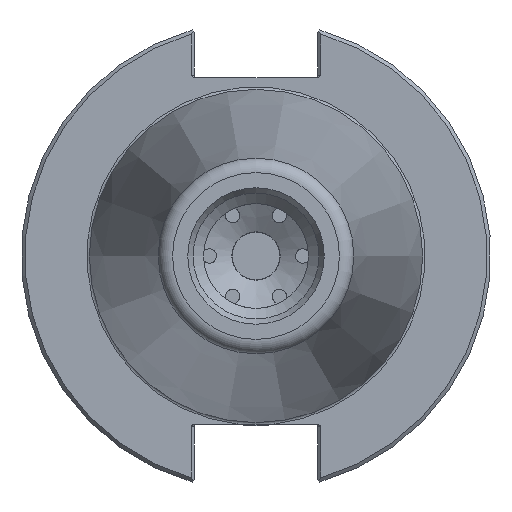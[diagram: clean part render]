
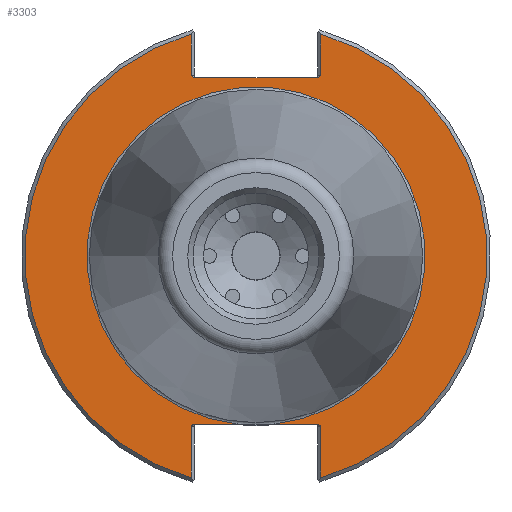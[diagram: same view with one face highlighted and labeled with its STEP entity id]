
A CAD part, left-side view. The second image highlights one B-rep face of the part: STEP entity #3303.
In plain terms, the highlighted planar face has unit normal (-1, 0, 0).
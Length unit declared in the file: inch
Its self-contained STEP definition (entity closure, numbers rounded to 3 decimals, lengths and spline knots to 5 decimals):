
#50=ELLIPSE('',#3680,0.02828,0.02);
#54=ELLIPSE('',#3689,0.02828,0.02);
#55=ELLIPSE('',#3693,0.02828,0.02);
#59=ELLIPSE('',#3702,0.02828,0.02);
#180=PLANE('',#3715);
#364=FACE_OUTER_BOUND('',#557,.T.);
#557=EDGE_LOOP('',(#2579,#2580,#2581,#2582,#2583,#2584,#2585,#2586,#2587,
#2588,#2589,#2590,#2591,#2592));
#757=LINE('',#6553,#982);
#765=LINE('',#6585,#990);
#773=LINE('',#6616,#998);
#781=LINE('',#6648,#1006);
#783=LINE('',#6678,#1008);
#784=LINE('',#6680,#1009);
#785=LINE('',#6682,#1010);
#982=VECTOR('',#4266,0.3937);
#990=VECTOR('',#4292,0.3937);
#998=VECTOR('',#4316,0.3937);
#1006=VECTOR('',#4342,0.3937);
#1008=VECTOR('',#4358,0.3937);
#1009=VECTOR('',#4361,0.3937);
#1010=VECTOR('',#4364,0.3937);
#1186=CIRCLE('',#3711,1.395);
#1190=CIRCLE('',#3716,1.9075);
#1191=CIRCLE('',#3717,1.9075);
#1476=VERTEX_POINT('',#6538);
#1477=VERTEX_POINT('',#6540);
#1480=VERTEX_POINT('',#6552);
#1485=VERTEX_POINT('',#6570);
#1486=VERTEX_POINT('',#6572);
#1489=VERTEX_POINT('',#6584);
#1491=VERTEX_POINT('',#6592);
#1492=VERTEX_POINT('',#6593);
#1498=VERTEX_POINT('',#6612);
#1501=VERTEX_POINT('',#6626);
#1502=VERTEX_POINT('',#6628);
#1507=VERTEX_POINT('',#6644);
#1509=VERTEX_POINT('',#6656);
#1511=VERTEX_POINT('',#6664);
#1859=EDGE_CURVE('',#1476,#1477,#50,.T.);
#1864=EDGE_CURVE('',#1477,#1480,#757,.T.);
#1873=EDGE_CURVE('',#1485,#1486,#54,.T.);
#1878=EDGE_CURVE('',#1486,#1489,#765,.T.);
#1881=EDGE_CURVE('',#1491,#1492,#55,.T.);
#1892=EDGE_CURVE('',#1498,#1491,#773,.T.);
#1897=EDGE_CURVE('',#1501,#1502,#59,.T.);
#1906=EDGE_CURVE('',#1507,#1501,#781,.T.);
#1910=EDGE_CURVE('',#1509,#1511,#1186,.T.);
#1915=EDGE_CURVE('',#1492,#1509,#783,.T.);
#1916=EDGE_CURVE('',#1480,#1498,#1190,.T.);
#1917=EDGE_CURVE('',#1502,#1476,#784,.T.);
#1918=EDGE_CURVE('',#1489,#1507,#1191,.T.);
#1919=EDGE_CURVE('',#1511,#1485,#785,.T.);
#2579=ORIENTED_EDGE('',*,*,#1910,.F.);
#2580=ORIENTED_EDGE('',*,*,#1915,.F.);
#2581=ORIENTED_EDGE('',*,*,#1881,.F.);
#2582=ORIENTED_EDGE('',*,*,#1892,.F.);
#2583=ORIENTED_EDGE('',*,*,#1916,.F.);
#2584=ORIENTED_EDGE('',*,*,#1864,.F.);
#2585=ORIENTED_EDGE('',*,*,#1859,.F.);
#2586=ORIENTED_EDGE('',*,*,#1917,.F.);
#2587=ORIENTED_EDGE('',*,*,#1897,.F.);
#2588=ORIENTED_EDGE('',*,*,#1906,.F.);
#2589=ORIENTED_EDGE('',*,*,#1918,.F.);
#2590=ORIENTED_EDGE('',*,*,#1878,.F.);
#2591=ORIENTED_EDGE('',*,*,#1873,.F.);
#2592=ORIENTED_EDGE('',*,*,#1919,.F.);
#3303=ADVANCED_FACE('',(#364),#180,.T.);
#3680=AXIS2_PLACEMENT_3D('',#6541,#4257,#4258);
#3689=AXIS2_PLACEMENT_3D('',#6573,#4283,#4284);
#3693=AXIS2_PLACEMENT_3D('',#6594,#4296,#4297);
#3702=AXIS2_PLACEMENT_3D('',#6629,#4324,#4325);
#3711=AXIS2_PLACEMENT_3D('',#6665,#4348,#4349);
#3715=AXIS2_PLACEMENT_3D('',#6677,#4356,#4357);
#3716=AXIS2_PLACEMENT_3D('',#6679,#4359,#4360);
#3717=AXIS2_PLACEMENT_3D('',#6681,#4362,#4363);
#4257=DIRECTION('center_axis',(-1.,0.,0.));
#4258=DIRECTION('ref_axis',(0.,-1.,0.));
#4266=DIRECTION('',(0.,0.,1.));
#4283=DIRECTION('center_axis',(-1.,0.,0.));
#4284=DIRECTION('ref_axis',(0.,1.,0.));
#4292=DIRECTION('',(0.,0.,-1.));
#4296=DIRECTION('center_axis',(-1.,0.,0.));
#4297=DIRECTION('ref_axis',(0.,-1.,0.));
#4316=DIRECTION('',(0.,0.,1.));
#4324=DIRECTION('center_axis',(-1.,0.,0.));
#4325=DIRECTION('ref_axis',(0.,1.,0.));
#4342=DIRECTION('',(0.,0.,-1.));
#4348=DIRECTION('center_axis',(-1.,0.,0.));
#4349=DIRECTION('ref_axis',(0.,-1.,0.));
#4356=DIRECTION('center_axis',(-1.,0.,0.));
#4357=DIRECTION('ref_axis',(0.,0.,1.));
#4358=DIRECTION('',(0.,1.,0.));
#4359=DIRECTION('center_axis',(1.,0.,0.));
#4360=DIRECTION('ref_axis',(0.,-1.,0.));
#4361=DIRECTION('',(0.,-1.,0.));
#4362=DIRECTION('center_axis',(1.,0.,0.));
#4363=DIRECTION('ref_axis',(0.,1.,0.));
#4364=DIRECTION('',(0.,1.,0.));
#6538=CARTESIAN_POINT('',(0.125,-0.50422,1.472));
#6540=CARTESIAN_POINT('',(0.125,-0.5325,1.492));
#6541=CARTESIAN_POINT('Origin',(0.125,-0.50422,1.492));
#6552=CARTESIAN_POINT('',(0.125,-0.5325,1.83167));
#6553=CARTESIAN_POINT('',(0.125,-0.5325,0.736));
#6570=CARTESIAN_POINT('',(0.125,0.50422,-1.388));
#6572=CARTESIAN_POINT('',(0.125,0.5325,-1.408));
#6573=CARTESIAN_POINT('Origin',(0.125,0.50422,-1.408));
#6584=CARTESIAN_POINT('',(0.125,0.5325,-1.83167));
#6585=CARTESIAN_POINT('',(0.125,0.5325,-0.694));
#6592=CARTESIAN_POINT('',(0.125,-0.5325,-1.408));
#6593=CARTESIAN_POINT('',(0.125,-0.50422,-1.388));
#6594=CARTESIAN_POINT('Origin',(0.125,-0.50422,-1.408));
#6612=CARTESIAN_POINT('',(0.125,-0.5325,-1.83167));
#6616=CARTESIAN_POINT('',(0.125,-0.5325,-0.694));
#6626=CARTESIAN_POINT('',(0.125,0.5325,1.492));
#6628=CARTESIAN_POINT('',(0.125,0.50422,1.472));
#6629=CARTESIAN_POINT('Origin',(0.125,0.50422,1.492));
#6644=CARTESIAN_POINT('',(0.125,0.5325,1.83167));
#6648=CARTESIAN_POINT('',(0.125,0.5325,0.736));
#6656=CARTESIAN_POINT('',(0.125,-0.13957,-1.388));
#6664=CARTESIAN_POINT('',(0.125,0.13957,-1.388));
#6665=CARTESIAN_POINT('Origin',(0.125,0.,0.));
#6677=CARTESIAN_POINT('Origin',(0.125,1.65625,0.));
#6678=CARTESIAN_POINT('',(0.125,0.82813,-1.388));
#6679=CARTESIAN_POINT('Origin',(0.125,0.,0.));
#6680=CARTESIAN_POINT('',(0.125,0.82813,1.472));
#6681=CARTESIAN_POINT('Origin',(0.125,0.,0.));
#6682=CARTESIAN_POINT('',(0.125,0.82813,-1.388));
